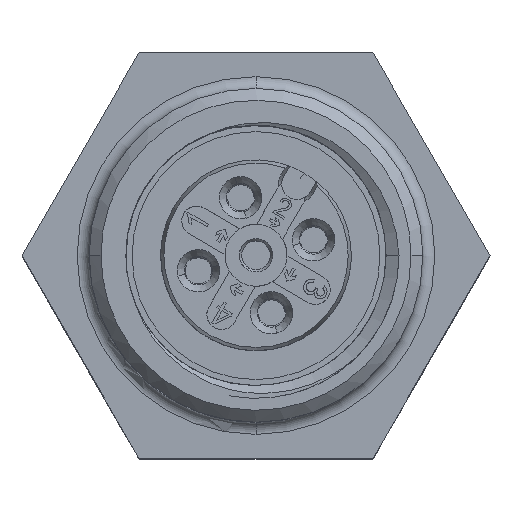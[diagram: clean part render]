
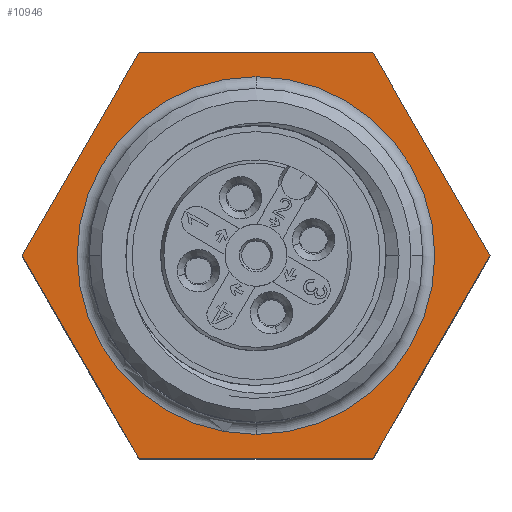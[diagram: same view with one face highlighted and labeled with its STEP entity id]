
A CAD part, top view. The second image highlights one B-rep face of the part: STEP entity #10946.
In plain terms, the highlighted planar face has unit normal (0, 0, 1).
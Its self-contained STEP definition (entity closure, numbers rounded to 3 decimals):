
#10832=AXIS2_PLACEMENT_3D('Circle Axis2P3D',#10830,#10831,$) ;
#10839=AXIS2_PLACEMENT_3D('Circle Axis2P3D',#10837,#10838,$) ;
#10865=AXIS2_PLACEMENT_3D('Circle Axis2P3D',#10863,#10864,$) ;
#10872=AXIS2_PLACEMENT_3D('Circle Axis2P3D',#10870,#10871,$) ;
#10888=AXIS2_PLACEMENT_3D('Plane Axis2P3D',#10885,#10886,#10887) ;
#10827=CARTESIAN_POINT('Vertex',(9.815,1.,32.)) ;
#10830=CARTESIAN_POINT('Axis2P3D Location',(9.815,8.5,32.)) ;
#10834=CARTESIAN_POINT('Vertex',(17.315,8.5,32.)) ;
#10837=CARTESIAN_POINT('Axis2P3D Location',(9.815,8.5,32.)) ;
#10841=CARTESIAN_POINT('Vertex',(9.815,16.,32.)) ;
#10863=CARTESIAN_POINT('Axis2P3D Location',(9.815,8.5,32.)) ;
#10867=CARTESIAN_POINT('Vertex',(2.315,8.5,32.)) ;
#10870=CARTESIAN_POINT('Axis2P3D Location',(9.815,8.5,32.)) ;
#10885=CARTESIAN_POINT('Axis2P3D Location',(17.565,8.5,32.)) ;
#10890=CARTESIAN_POINT('Line Origine',(17.176,4.25,32.)) ;
#10894=CARTESIAN_POINT('Vertex',(19.63,8.5,32.)) ;
#10896=CARTESIAN_POINT('Vertex',(14.722,0.,32.)) ;
#10899=CARTESIAN_POINT('Line Origine',(17.176,12.75,32.)) ;
#10903=CARTESIAN_POINT('Vertex',(14.722,17.,32.)) ;
#10906=CARTESIAN_POINT('Line Origine',(9.815,17.,32.)) ;
#10910=CARTESIAN_POINT('Vertex',(4.907,17.,32.)) ;
#10913=CARTESIAN_POINT('Line Origine',(2.454,12.75,32.)) ;
#10917=CARTESIAN_POINT('Vertex',(0.,8.5,32.)) ;
#10920=CARTESIAN_POINT('Line Origine',(2.454,4.25,32.)) ;
#10924=CARTESIAN_POINT('Vertex',(4.907,0.,32.)) ;
#10927=CARTESIAN_POINT('Line Origine',(9.815,0.,32.)) ;
#10831=DIRECTION('Axis2P3D Direction',(0.,0.,-1.)) ;
#10838=DIRECTION('Axis2P3D Direction',(0.,0.,-1.)) ;
#10864=DIRECTION('Axis2P3D Direction',(0.,0.,-1.)) ;
#10871=DIRECTION('Axis2P3D Direction',(0.,0.,-1.)) ;
#10886=DIRECTION('Axis2P3D Direction',(0.,0.,1.)) ;
#10887=DIRECTION('Axis2P3D XDirection',(-0.,1.,0.)) ;
#10891=DIRECTION('Vector Direction',(-0.5,-0.866,0.)) ;
#10900=DIRECTION('Vector Direction',(0.5,-0.866,0.)) ;
#10907=DIRECTION('Vector Direction',(1.,0.,0.)) ;
#10914=DIRECTION('Vector Direction',(0.5,0.866,0.)) ;
#10921=DIRECTION('Vector Direction',(-0.5,0.866,0.)) ;
#10928=DIRECTION('Vector Direction',(-1.,0.,0.)) ;
#10892=VECTOR('Line Direction',#10891,1.) ;
#10901=VECTOR('Line Direction',#10900,1.) ;
#10908=VECTOR('Line Direction',#10907,1.) ;
#10915=VECTOR('Line Direction',#10914,1.) ;
#10922=VECTOR('Line Direction',#10921,1.) ;
#10929=VECTOR('Line Direction',#10928,1.) ;
#10933=ORIENTED_EDGE('',*,*,#10898,.F.) ;
#10934=ORIENTED_EDGE('',*,*,#10905,.F.) ;
#10935=ORIENTED_EDGE('',*,*,#10912,.F.) ;
#10936=ORIENTED_EDGE('',*,*,#10919,.F.) ;
#10937=ORIENTED_EDGE('',*,*,#10926,.F.) ;
#10938=ORIENTED_EDGE('',*,*,#10931,.F.) ;
#10941=ORIENTED_EDGE('',*,*,#10836,.F.) ;
#10942=ORIENTED_EDGE('',*,*,#10874,.F.) ;
#10943=ORIENTED_EDGE('',*,*,#10869,.F.) ;
#10944=ORIENTED_EDGE('',*,*,#10843,.F.) ;
#10945=FACE_BOUND('',#10940,.T.) ;
#10946=ADVANCED_FACE('Hauptkoerper',(#10939,#10945),#10889,.T.) ;
#10833=CIRCLE('generated circle',#10832,7.5) ;
#10840=CIRCLE('generated circle',#10839,7.5) ;
#10866=CIRCLE('generated circle',#10865,7.5) ;
#10873=CIRCLE('generated circle',#10872,7.5) ;
#10836=EDGE_CURVE('',#10828,#10835,#10833,.F.) ;
#10843=EDGE_CURVE('',#10835,#10842,#10840,.F.) ;
#10869=EDGE_CURVE('',#10842,#10868,#10866,.F.) ;
#10874=EDGE_CURVE('',#10868,#10828,#10873,.F.) ;
#10898=EDGE_CURVE('',#10895,#10897,#10893,.T.) ;
#10905=EDGE_CURVE('',#10904,#10895,#10902,.T.) ;
#10912=EDGE_CURVE('',#10911,#10904,#10909,.T.) ;
#10919=EDGE_CURVE('',#10918,#10911,#10916,.T.) ;
#10926=EDGE_CURVE('',#10925,#10918,#10923,.T.) ;
#10931=EDGE_CURVE('',#10897,#10925,#10930,.T.) ;
#10932=EDGE_LOOP('',(#10933,#10934,#10935,#10936,#10937,#10938)) ;
#10940=EDGE_LOOP('',(#10941,#10942,#10943,#10944)) ;
#10939=FACE_OUTER_BOUND('',#10932,.T.) ;
#10893=LINE('Line',#10890,#10892) ;
#10902=LINE('Line',#10899,#10901) ;
#10909=LINE('Line',#10906,#10908) ;
#10916=LINE('Line',#10913,#10915) ;
#10923=LINE('Line',#10920,#10922) ;
#10930=LINE('Line',#10927,#10929) ;
#10889=PLANE('',#10888) ;
#10828=VERTEX_POINT('',#10827) ;
#10835=VERTEX_POINT('',#10834) ;
#10842=VERTEX_POINT('',#10841) ;
#10868=VERTEX_POINT('',#10867) ;
#10895=VERTEX_POINT('',#10894) ;
#10897=VERTEX_POINT('',#10896) ;
#10904=VERTEX_POINT('',#10903) ;
#10911=VERTEX_POINT('',#10910) ;
#10918=VERTEX_POINT('',#10917) ;
#10925=VERTEX_POINT('',#10924) ;
